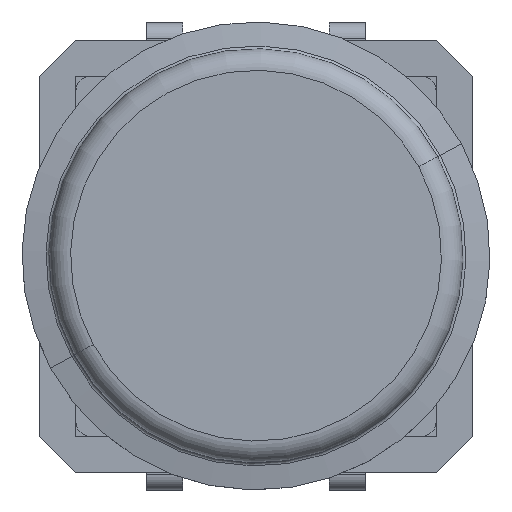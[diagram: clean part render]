
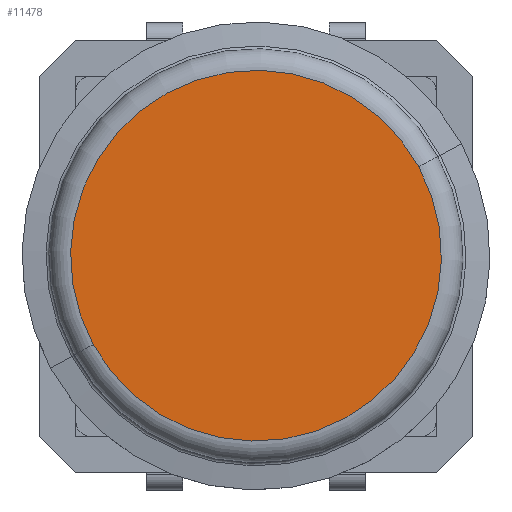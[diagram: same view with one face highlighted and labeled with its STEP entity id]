
A CAD part, top view. The second image highlights one B-rep face of the part: STEP entity #11478.
In plain terms, the highlighted planar face has unit normal (0, 0, 1).
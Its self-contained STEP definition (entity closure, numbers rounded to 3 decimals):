
#10766=AXIS2_PLACEMENT_3D('Circle Axis2P3D',#10764,#10765,$) ;
#10801=AXIS2_PLACEMENT_3D('Circle Axis2P3D',#10799,#10800,$) ;
#11472=AXIS2_PLACEMENT_3D('Plane Axis2P3D',#11469,#11470,#11471) ;
#10764=CARTESIAN_POINT('Axis2P3D Location',(0.,0.,11.9)) ;
#10768=CARTESIAN_POINT('Vertex',(4.52,2.469,11.9)) ;
#10770=CARTESIAN_POINT('Vertex',(-4.52,-2.469,11.9)) ;
#10799=CARTESIAN_POINT('Axis2P3D Location',(0.,0.,11.9)) ;
#11469=CARTESIAN_POINT('Axis2P3D Location',(0.,0.,11.9)) ;
#10765=DIRECTION('Axis2P3D Direction',(0.,0.,1.)) ;
#10800=DIRECTION('Axis2P3D Direction',(0.,0.,1.)) ;
#11470=DIRECTION('Axis2P3D Direction',(0.,0.,1.)) ;
#11471=DIRECTION('Axis2P3D XDirection',(1.,0.,0.)) ;
#11475=ORIENTED_EDGE('',*,*,#10772,.T.) ;
#11476=ORIENTED_EDGE('',*,*,#10803,.T.) ;
#11478=ADVANCED_FACE('Hmatn\X2\00ED\X0\k B17172 (TAC-2BR)',(#11477),#11473,.T.) ;
#10767=CIRCLE('generated circle',#10766,5.15) ;
#10802=CIRCLE('generated circle',#10801,5.15) ;
#10772=EDGE_CURVE('',#10769,#10771,#10767,.T.) ;
#10803=EDGE_CURVE('',#10771,#10769,#10802,.T.) ;
#11474=EDGE_LOOP('',(#11475,#11476)) ;
#11477=FACE_OUTER_BOUND('',#11474,.T.) ;
#11473=PLANE('Plane',#11472) ;
#10769=VERTEX_POINT('',#10768) ;
#10771=VERTEX_POINT('',#10770) ;
